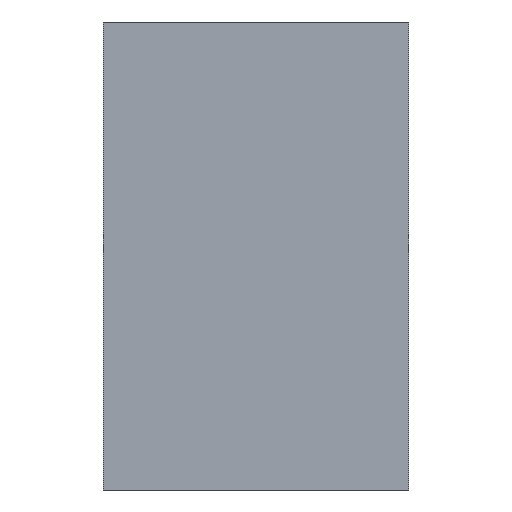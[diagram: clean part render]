
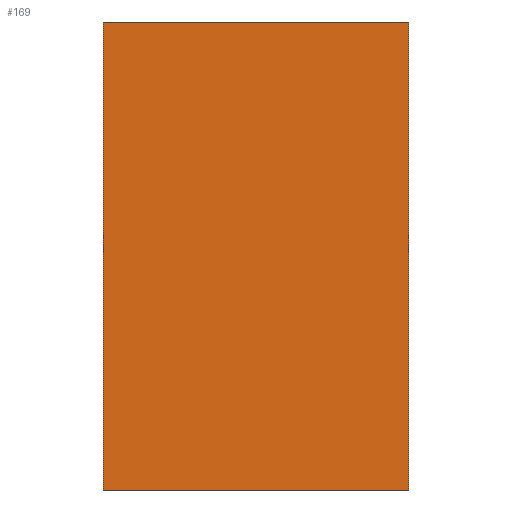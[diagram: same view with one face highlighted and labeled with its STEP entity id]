
A CAD part, front view. The second image highlights one B-rep face of the part: STEP entity #169.
In plain terms, the highlighted planar face has unit normal (0, -1, 0).
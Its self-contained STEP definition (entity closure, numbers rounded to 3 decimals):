
#1=DIRECTION('',(1.,0.,0.));
#2=VECTOR('',#1,17.6);
#3=CARTESIAN_POINT('',(0.,0.,0.));
#4=LINE('',#3,#2);
#31=DIRECTION('',(0.,0.,-1.));
#32=VECTOR('',#31,27.);
#33=CARTESIAN_POINT('',(0.,0.,27.));
#34=LINE('',#33,#32);
#69=DIRECTION('',(0.,0.,1.));
#70=VECTOR('',#69,27.);
#71=CARTESIAN_POINT('',(17.6,0.,0.));
#72=LINE('',#71,#70);
#73=DIRECTION('',(1.,0.,0.));
#74=VECTOR('',#73,17.6);
#75=CARTESIAN_POINT('',(0.,0.,27.));
#76=LINE('',#75,#74);
#101=CARTESIAN_POINT('',(0.,0.,0.));
#102=CARTESIAN_POINT('',(17.6,0.,0.));
#103=VERTEX_POINT('',#101);
#104=VERTEX_POINT('',#102);
#113=CARTESIAN_POINT('',(0.,0.,27.));
#114=CARTESIAN_POINT('',(17.6,0.,27.));
#115=VERTEX_POINT('',#113);
#116=VERTEX_POINT('',#114);
#155=CARTESIAN_POINT('',(0.,0.,0.));
#156=DIRECTION('',(0.,-1.,0.));
#157=DIRECTION('',(1.,0.,0.));
#158=AXIS2_PLACEMENT_3D('',#155,#156,#157);
#159=PLANE('',#158);
#161=ORIENTED_EDGE('',*,*,#160,.F.);
#163=ORIENTED_EDGE('',*,*,#162,.T.);
#165=ORIENTED_EDGE('',*,*,#164,.F.);
#166=ORIENTED_EDGE('',*,*,#138,.F.);
#167=EDGE_LOOP('',(#161,#163,#165,#166));
#168=FACE_OUTER_BOUND('',#167,.F.);
#169=ADVANCED_FACE('',(#168),#159,.T.);
#138=EDGE_CURVE('',#103,#104,#4,.T.);
#160=EDGE_CURVE('',#115,#103,#34,.T.);
#162=EDGE_CURVE('',#115,#116,#76,.T.);
#164=EDGE_CURVE('',#104,#116,#72,.T.);
